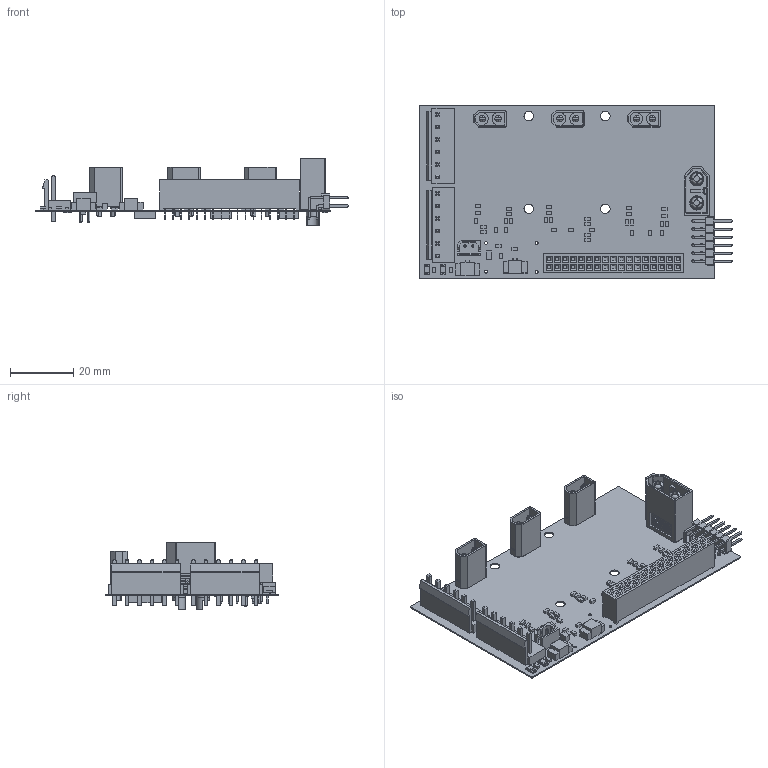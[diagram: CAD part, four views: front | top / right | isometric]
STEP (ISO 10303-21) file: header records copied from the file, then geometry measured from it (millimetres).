
FILE_DESCRIPTION(('Open CASCADE Model'),'2;1');
FILE_NAME('Open CASCADE Shape Model','2018-02-21T13:15:10',('Author'),( 'Open CASCADE'),'Open CASCADE STEP processor 6.8','Open CASCADE 6.8' ,'Unknown');
FILE_SCHEMA(('AUTOMOTIVE_DESIGN { 1 0 10303 214 1 1 1 1 }'));
Length unit declared in the file: millimetre
Products named in the file (92): PCB; Board; R31; 1131895584; Extruded; R28; R24; 1131895720; R21; R18; R14; R10; R6; R4; R1; Q1; 1131895992; C1; C2; C3; P9; 1131896536; 1131896672; 1131896808; 1131896944; Q2; 1131895856; Q3; R2; R3; R5; R7; R8; R12; R13; R15; R17; R19; R20; R22 ...
Assembly tree (149 placements, depth 4):
  PCB
    Board
    R31
      1131895584
        Extruded
    R28
      1131895584
        Extruded
    R24
      1131895720
        Extruded
    R21
      1131895584
        Extruded
    R18
      1131895720
        Extruded
    R14
      1131895584
        Extruded
    R10
      1131895584
        Extruded
    R6
      1131895720
        Extruded
    R4
      1131895720
        Extruded
    R1
      1131895584
        Extruded
    Q1
      1131895992
        Extruded
    C1
      1131895584
        Extruded
    C2
      1131895584
        Extruded
    C3
      1131895720
        Extruded
    P9
      1131896536  x2
        Extruded
      1131896672
        Extruded
      1131896808
        Extruded
      1131896944
        Extruded
    Q2
      1131895856
        Extruded
    Q3
      1131895856
        Extruded
    R2
Bounding box: 99.24 x 54.64 x 21.4 mm (x, y, z)
Volume: 9039.9 mm3; surface area: 22038.4 mm2
Topology: 115 solids, 115 shells, 2708 faces, 6565 edges, 4182 vertices
Faces by surface type: plane 1869, cylinder 473, bspline 318, revolution 24, torus 14, sphere 8, cone 2
Full cylindrical faces by diameter (mm): 0.9 x50, 1.016 x2, 1.778 x12, 2.8 x6, 3 x4, 3.5 x2, 4 x4, 4.5 x2, 4.699 x2, 6 x2
Entity records: 57085 total; most frequent: CARTESIAN_POINT 14924, ORIENTED_EDGE 8038, DIRECTION 6997, EDGE_CURVE 4019, LINE 2715, VECTOR 2715, VERTEX_POINT 2608, AXIS2_PLACEMENT_3D 2137
